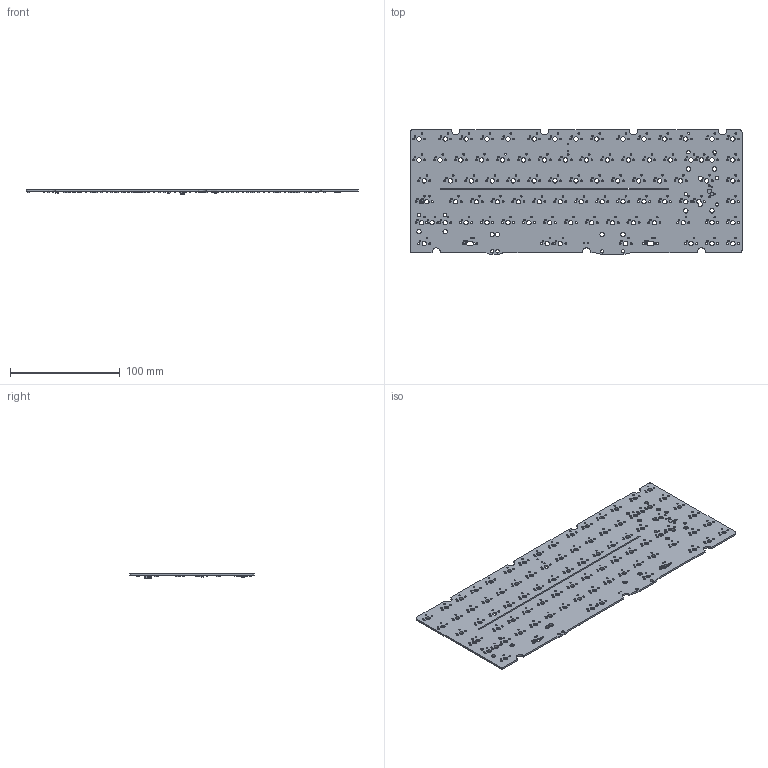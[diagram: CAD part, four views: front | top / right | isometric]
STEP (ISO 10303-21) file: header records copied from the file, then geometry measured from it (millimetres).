
FILE_DESCRIPTION(('KiCad electronic assembly'),'2;1');
FILE_NAME('Aella_PCB.step','2022-10-05T18:35:54',('Pcbnew'),('Kicad'), 'Open CASCADE STEP processor 7.6','KiCad to STEP converter','Unknown' );
FILE_SCHEMA(('AUTOMOTIVE_DESIGN { 1 0 10303 214 1 1 1 1 }'));
Length unit declared in the file: millimetre
Products named in the file (22): Aella_PCB 1; C_0603_1608Metric; SOLID; D_SOD-123F; Fuse_1206_3216Metric; R_0603_1608Metric; SW_SPST_TL3342; SW_SPDT_PCM12; SOT-23-6; SOT-23-5; LQFP-48_7x7mm_P0.5mm; SM04B-SRSS-TB; aella PCB
Assembly tree (113 placements, depth 3):
  Aella_PCB 1
    C_0603_1608Metric  x9
      SOLID
    D_SOD-123F  x85
      SOLID
    Fuse_1206_3216Metric
      SOLID
    R_0603_1608Metric
      SOLID
    SW_SPST_TL3342
      SOLID
    SW_SPDT_PCM12
      SOLID
    SOT-23-6
      SOLID
    SOT-23-5
      SOLID
    LQFP-48_7x7mm_P0.5mm
      SOLID
    SM04B-SRSS-TB
      SOLID
    aella PCB
Bounding box: 302.25 x 113.11 x 4.5 mm (x, y, z)
Volume: 50700.8 mm3; surface area: 71942.7 mm2
Topology: 103 solids, 104 shells, 4588 faces, 11342 edges, 7091 vertices
Faces by surface type: bspline 4019, cylinder 511, plane 58
Full cylindrical faces by diameter (mm): 0.3 x12, 0.9 x2, 1.47 x179, 1.75 x164, 3.048 x10, 3.988 x94
Entity records: 151410 total; most frequent: CARTESIAN_POINT 54722, ORIENTED_EDGE 11452, PCURVE 11452, DEFINITIONAL_REPRESENTATION 11452, B_SPLINE_CURVE_WITH_KNOTS 10923, DIRECTION 6345, EDGE_CURVE 5726, SURFACE_CURVE 5258
